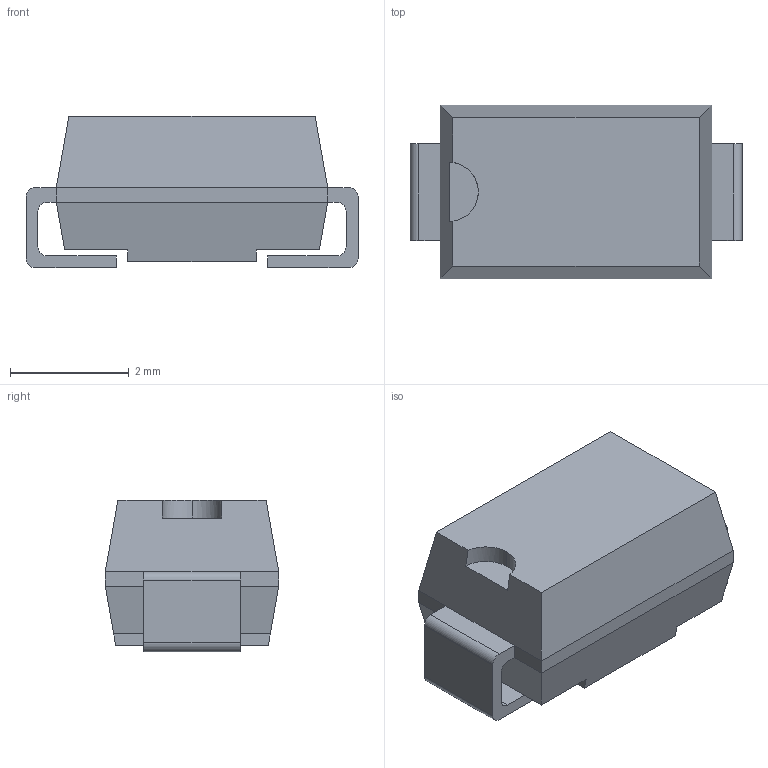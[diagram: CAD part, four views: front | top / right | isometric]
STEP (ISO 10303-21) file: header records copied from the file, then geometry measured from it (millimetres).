
FILE_DESCRIPTION (( 'STEP AP214' ), '1' );
FILE_NAME ('TISP4015L1AJR-S.STEP', '2023-07-09T06:28:59', ( '' ), ( '' ), 'SwSTEP 2.0', 'SolidWorks 2022', '' );
FILE_SCHEMA (( 'AUTOMOTIVE_DESIGN' ));
Length unit declared in the file: millimetre
Products named in the file (1): TISP4015L1AJR-S
Bounding box: 5.59 x 2.92 x 2.55 mm (x, y, z)
Volume: 30.4 mm3; surface area: 77 mm2
Topology: 1 solids, 1 shells, 49 faces, 125 edges, 78 vertices
Faces by surface type: plane 39, cylinder 10
Entity records: 1760 total; most frequent: CARTESIAN_POINT 259, ORIENTED_EDGE 250, DIRECTION 243, EDGE_CURVE 125, LINE 103, VECTOR 103, VERTEX_POINT 78, AXIS2_PLACEMENT_3D 70
